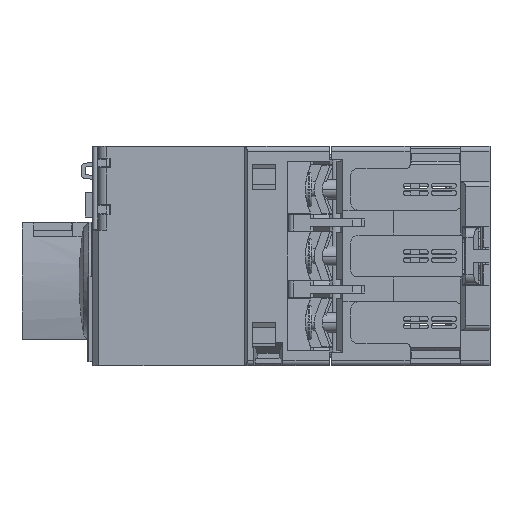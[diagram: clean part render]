
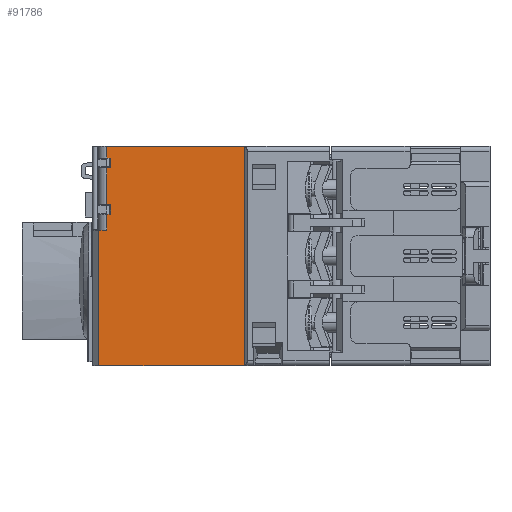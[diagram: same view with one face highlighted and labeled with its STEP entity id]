
A CAD part, front view. The second image highlights one B-rep face of the part: STEP entity #91786.
In plain terms, the highlighted face is planar.
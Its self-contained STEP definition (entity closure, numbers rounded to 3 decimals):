
#81529=DIRECTION('',(1.,0.,0.));
#81530=VECTOR('',#81529,29.6);
#81531=CARTESIAN_POINT('',(15.6,-22.25,22.5));
#81532=LINE('',#81531,#81530);
#81617=DIRECTION('',(0.,1.,0.));
#81618=VECTOR('',#81617,2.4);
#81619=CARTESIAN_POINT('',(45.2,-22.25,22.5));
#81620=LINE('',#81619,#81618);
#81647=DIRECTION('',(0.,-1.,0.));
#81648=VECTOR('',#81647,27.5);
#81649=CARTESIAN_POINT('',(46.8,22.25,22.5));
#81650=LINE('',#81649,#81648);
#81651=DIRECTION('',(-1.,0.,0.));
#81652=VECTOR('',#81651,1.6);
#81653=CARTESIAN_POINT('',(46.8,-5.25,22.5));
#81654=LINE('',#81653,#81652);
#81655=DIRECTION('',(0.,-1.,0.));
#81656=VECTOR('',#81655,2.);
#81657=CARTESIAN_POINT('',(44.4,-8.45,22.5));
#81658=LINE('',#81657,#81656);
#81659=DIRECTION('',(1.,0.,0.));
#81660=VECTOR('',#81659,0.8);
#81661=CARTESIAN_POINT('',(44.4,-10.45,22.5));
#81662=LINE('',#81661,#81660);
#81663=DIRECTION('',(0.,-1.,0.));
#81664=VECTOR('',#81663,2.);
#81665=CARTESIAN_POINT('',(44.4,-17.85,22.5));
#81666=LINE('',#81665,#81664);
#81667=DIRECTION('',(1.,0.,0.));
#81668=VECTOR('',#81667,0.8);
#81669=CARTESIAN_POINT('',(44.4,-19.85,22.5));
#81670=LINE('',#81669,#81668);
#81671=DIRECTION('',(-1.,0.,0.));
#81672=VECTOR('',#81671,7.4);
#81673=CARTESIAN_POINT('',(15.6,-20.95,22.5));
#81674=LINE('',#81673,#81672);
#81675=DIRECTION('',(0.,1.,0.));
#81676=VECTOR('',#81675,3.25);
#81677=CARTESIAN_POINT('',(8.2,-20.95,22.5));
#81678=LINE('',#81677,#81676);
#81679=DIRECTION('',(1.,0.,0.));
#81680=VECTOR('',#81679,8.4);
#81681=CARTESIAN_POINT('',(8.2,-17.7,22.5));
#81682=LINE('',#81681,#81680);
#81683=DIRECTION('',(0.,1.,0.));
#81684=VECTOR('',#81683,35.4);
#81685=CARTESIAN_POINT('',(16.6,-17.7,22.5));
#81686=LINE('',#81685,#81684);
#81687=DIRECTION('',(-1.,0.,0.));
#81688=VECTOR('',#81687,8.4);
#81689=CARTESIAN_POINT('',(16.6,17.7,22.5));
#81690=LINE('',#81689,#81688);
#81691=DIRECTION('',(0.,1.,0.));
#81692=VECTOR('',#81691,3.25);
#81693=CARTESIAN_POINT('',(8.2,17.7,22.5));
#81694=LINE('',#81693,#81692);
#81695=DIRECTION('',(1.,0.,0.));
#81696=VECTOR('',#81695,7.4);
#81697=CARTESIAN_POINT('',(8.2,20.95,22.5));
#81698=LINE('',#81697,#81696);
#81699=DIRECTION('',(1.,0.,0.));
#81700=VECTOR('',#81699,31.2);
#81701=CARTESIAN_POINT('',(15.6,22.25,22.5));
#81702=LINE('',#81701,#81700);
#82599=DIRECTION('',(0.,-1.,0.));
#82600=VECTOR('',#82599,1.3);
#82601=CARTESIAN_POINT('',(15.6,-20.95,22.5));
#82602=LINE('',#82601,#82600);
#84277=DIRECTION('',(0.,1.,0.));
#84278=VECTOR('',#84277,7.4);
#84279=CARTESIAN_POINT('',(45.2,-17.85,22.5));
#84280=LINE('',#84279,#84278);
#84303=DIRECTION('',(1.,0.,0.));
#84304=VECTOR('',#84303,0.8);
#84305=CARTESIAN_POINT('',(44.4,-17.85,22.5));
#84306=LINE('',#84305,#84304);
#84521=DIRECTION('',(1.,0.,0.));
#84522=VECTOR('',#84521,0.8);
#84523=CARTESIAN_POINT('',(44.4,-8.45,22.5));
#84524=LINE('',#84523,#84522);
#84529=DIRECTION('',(0.,1.,0.));
#84530=VECTOR('',#84529,3.2);
#84531=CARTESIAN_POINT('',(45.2,-8.45,22.5));
#84532=LINE('',#84531,#84530);
#89212=DIRECTION('',(0.,-1.,0.));
#89213=VECTOR('',#89212,1.3);
#89214=CARTESIAN_POINT('',(15.6,22.25,22.5));
#89215=LINE('',#89214,#89213);
#89256=CARTESIAN_POINT('',(45.2,-22.25,22.5));
#89258=VERTEX_POINT('',#89256);
#89304=CARTESIAN_POINT('',(15.6,-22.25,22.5));
#89305=VERTEX_POINT('',#89304);
#89789=CARTESIAN_POINT('',(15.6,20.95,22.5));
#89790=VERTEX_POINT('',#89789);
#89791=CARTESIAN_POINT('',(8.2,20.95,22.5));
#89792=VERTEX_POINT('',#89791);
#89833=CARTESIAN_POINT('',(46.8,22.25,22.5));
#89834=VERTEX_POINT('',#89833);
#89835=CARTESIAN_POINT('',(15.6,22.25,22.5));
#89836=VERTEX_POINT('',#89835);
#90432=CARTESIAN_POINT('',(16.6,17.7,22.5));
#90433=VERTEX_POINT('',#90432);
#90434=CARTESIAN_POINT('',(16.6,-17.7,22.5));
#90435=VERTEX_POINT('',#90434);
#90438=CARTESIAN_POINT('',(8.2,17.7,22.5));
#90439=VERTEX_POINT('',#90438);
#90440=CARTESIAN_POINT('',(46.8,-5.25,22.5));
#90441=VERTEX_POINT('',#90440);
#90442=CARTESIAN_POINT('',(45.2,-5.25,22.5));
#90443=VERTEX_POINT('',#90442);
#90444=CARTESIAN_POINT('',(45.2,-8.45,22.5));
#90445=VERTEX_POINT('',#90444);
#90446=CARTESIAN_POINT('',(44.4,-8.45,22.5));
#90447=VERTEX_POINT('',#90446);
#90448=CARTESIAN_POINT('',(44.4,-10.45,22.5));
#90449=VERTEX_POINT('',#90448);
#90450=CARTESIAN_POINT('',(45.2,-10.45,22.5));
#90451=VERTEX_POINT('',#90450);
#90452=CARTESIAN_POINT('',(45.2,-17.85,22.5));
#90453=VERTEX_POINT('',#90452);
#90454=CARTESIAN_POINT('',(44.4,-17.85,22.5));
#90455=VERTEX_POINT('',#90454);
#90456=CARTESIAN_POINT('',(44.4,-19.85,22.5));
#90457=VERTEX_POINT('',#90456);
#90458=CARTESIAN_POINT('',(45.2,-19.85,22.5));
#90459=VERTEX_POINT('',#90458);
#90460=CARTESIAN_POINT('',(15.6,-20.95,22.5));
#90461=VERTEX_POINT('',#90460);
#90462=CARTESIAN_POINT('',(8.2,-20.95,22.5));
#90463=VERTEX_POINT('',#90462);
#90464=CARTESIAN_POINT('',(8.2,-17.7,22.5));
#90465=VERTEX_POINT('',#90464);
#91738=CARTESIAN_POINT('',(20.25,0.,22.5));
#91739=DIRECTION('',(0.,0.,1.));
#91740=DIRECTION('',(1.,0.,0.));
#91741=AXIS2_PLACEMENT_3D('',#91738,#91739,#91740);
#91742=PLANE('',#91741);
#91744=ORIENTED_EDGE('',*,*,#91743,.T.);
#91746=ORIENTED_EDGE('',*,*,#91745,.T.);
#91748=ORIENTED_EDGE('',*,*,#91747,.F.);
#91750=ORIENTED_EDGE('',*,*,#91749,.F.);
#91752=ORIENTED_EDGE('',*,*,#91751,.T.);
#91754=ORIENTED_EDGE('',*,*,#91753,.T.);
#91756=ORIENTED_EDGE('',*,*,#91755,.F.);
#91758=ORIENTED_EDGE('',*,*,#91757,.F.);
#91760=ORIENTED_EDGE('',*,*,#91759,.T.);
#91761=ORIENTED_EDGE('',*,*,#91721,.T.);
#91762=ORIENTED_EDGE('',*,*,#91710,.F.);
#91763=ORIENTED_EDGE('',*,*,#91647,.F.);
#91765=ORIENTED_EDGE('',*,*,#91764,.F.);
#91767=ORIENTED_EDGE('',*,*,#91766,.T.);
#91769=ORIENTED_EDGE('',*,*,#91768,.T.);
#91771=ORIENTED_EDGE('',*,*,#91770,.T.);
#91773=ORIENTED_EDGE('',*,*,#91772,.T.);
#91775=ORIENTED_EDGE('',*,*,#91774,.T.);
#91777=ORIENTED_EDGE('',*,*,#91776,.T.);
#91779=ORIENTED_EDGE('',*,*,#91778,.T.);
#91781=ORIENTED_EDGE('',*,*,#91780,.F.);
#91783=ORIENTED_EDGE('',*,*,#91782,.T.);
#91784=EDGE_LOOP('',(#91744,#91746,#91748,#91750,#91752,#91754,#91756,#91758,
#91760,#91761,#91762,#91763,#91765,#91767,#91769,#91771,#91773,#91775,#91777,
#91779,#91781,#91783));
#91785=FACE_OUTER_BOUND('',#91784,.F.);
#91647=EDGE_CURVE('',#89305,#89258,#81532,.T.);
#91710=EDGE_CURVE('',#89258,#90459,#81620,.T.);
#91721=EDGE_CURVE('',#90457,#90459,#81670,.T.);
#91743=EDGE_CURVE('',#89834,#90441,#81650,.T.);
#91745=EDGE_CURVE('',#90441,#90443,#81654,.T.);
#91747=EDGE_CURVE('',#90445,#90443,#84532,.T.);
#91749=EDGE_CURVE('',#90447,#90445,#84524,.T.);
#91751=EDGE_CURVE('',#90447,#90449,#81658,.T.);
#91753=EDGE_CURVE('',#90449,#90451,#81662,.T.);
#91755=EDGE_CURVE('',#90453,#90451,#84280,.T.);
#91757=EDGE_CURVE('',#90455,#90453,#84306,.T.);
#91759=EDGE_CURVE('',#90455,#90457,#81666,.T.);
#91764=EDGE_CURVE('',#90461,#89305,#82602,.T.);
#91766=EDGE_CURVE('',#90461,#90463,#81674,.T.);
#91768=EDGE_CURVE('',#90463,#90465,#81678,.T.);
#91770=EDGE_CURVE('',#90465,#90435,#81682,.T.);
#91772=EDGE_CURVE('',#90435,#90433,#81686,.T.);
#91774=EDGE_CURVE('',#90433,#90439,#81690,.T.);
#91776=EDGE_CURVE('',#90439,#89792,#81694,.T.);
#91778=EDGE_CURVE('',#89792,#89790,#81698,.T.);
#91780=EDGE_CURVE('',#89836,#89790,#89215,.T.);
#91782=EDGE_CURVE('',#89836,#89834,#81702,.T.);
#91786=ADVANCED_FACE('',(#91785),#91742,.T.);
